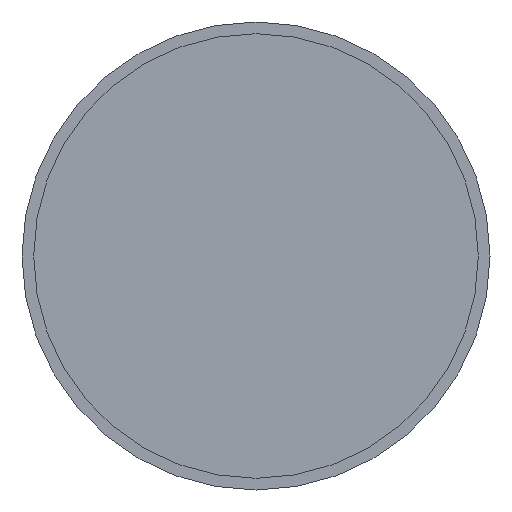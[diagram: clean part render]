
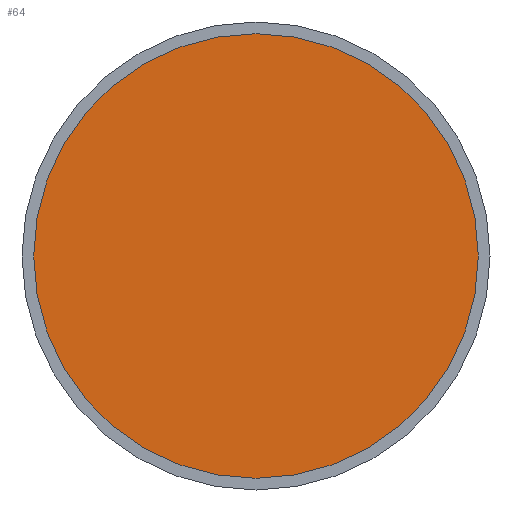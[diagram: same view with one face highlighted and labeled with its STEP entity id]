
A CAD part, front view. The second image highlights one B-rep face of the part: STEP entity #64.
In plain terms, the highlighted planar face has unit normal (0, -1, 0).
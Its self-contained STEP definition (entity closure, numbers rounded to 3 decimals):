
#64 = ADVANCED_FACE( '', ( #146 ), #147, .F. );
#146 = FACE_OUTER_BOUND( '', #252, .T. );
#147 = PLANE( '', #253 );
#252 = EDGE_LOOP( '', ( #406 ) );
#253 = AXIS2_PLACEMENT_3D( '', #407, #408, #409 );
#406 = ORIENTED_EDGE( '', *, *, #583, .T. );
#407 = CARTESIAN_POINT( '', ( 38., -3., 0. ) );
#408 = DIRECTION( '', ( 0., 1., 0. ) );
#409 = DIRECTION( '', ( 0., 0., 1. ) );
#583 = EDGE_CURVE( '', #668, #668, #669, .T. );
#668 = VERTEX_POINT( '', #779 );
#669 = CIRCLE( '', #780, 38. );
#779 = CARTESIAN_POINT( '', ( 0., -3., -38. ) );
#780 = AXIS2_PLACEMENT_3D( '', #886, #887, #888 );
#886 = CARTESIAN_POINT( '', ( 0., -3., 0. ) );
#887 = DIRECTION( '', ( 0., -1., 0. ) );
#888 = DIRECTION( '', ( 0., 0., -1. ) );
